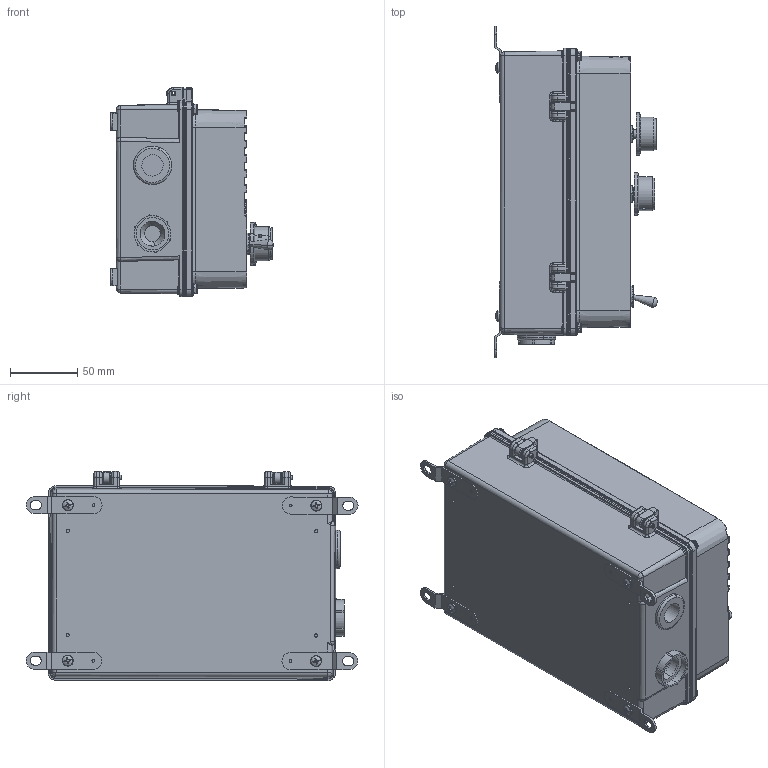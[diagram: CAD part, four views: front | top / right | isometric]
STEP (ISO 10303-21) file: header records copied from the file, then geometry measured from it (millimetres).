
FILE_DESCRIPTION (( 'STEP AP203' ), '1' );
FILE_NAME ('INFM0181.STEP', '2013-04-19T03:39:34', ( '' ), ( '' ), 'SwSTEP 2.0', 'SolidWorks 2012', '' );
FILE_SCHEMA (( 'CONFIG_CONTROL_DESIGN' ));
Products named in the file (19): INFM0181; 45500009_45500009; 455CN001_45500010; 45320040_45320040; 44390038_44390038; 541AA031_54100003; 57800022_57800022; 51600010_51600010; 45400015_45400015; 573aa004_57300026; 57500012_57500012; 45500110_45500110; 45320045_45320045; 57600228_57600228; 541AA014_54100081; 544aa004_54401001; 45610012_45610012; 43400132_43400132; 43400133_43400133
Assembly tree (32 placements, depth 2):
  INFM0181
    43400133_43400133
    43400132_43400132
    45610012_45610012  x2
    544aa004_54401001  x2
    541AA014_54100081  x5
    57600228_57600228
    45320045_45320045
    45500110_45500110
    57500012_57500012
    573aa004_57300026
    45400015_45400015
    51600010_51600010
    57800022_57800022  x4
    541AA031_54100003  x4
    44390038_44390038
    45320040_45320040
    455CN001_45500010  x2
    45500009_45500009  x2
Bounding box: 120.68 x 246.71 x 155.47 mm (x, y, z)
Volume: 364214.9 mm3; surface area: 343023.5 mm2
Topology: 45 solids, 58 shells, 3808 faces, 9794 edges, 6177 vertices
Faces by surface type: plane 1621, cylinder 1194, bspline 416, cone 238, torus 216, sphere 123
Entity records: 122124 total; most frequent: CARTESIAN_POINT 44291, ORIENTED_EDGE 16260, DIRECTION 15429, EDGE_CURVE 8133, AXIS2_PLACEMENT_3D 5665, VERTEX_POINT 5102, VECTOR 4099, LINE 4099
